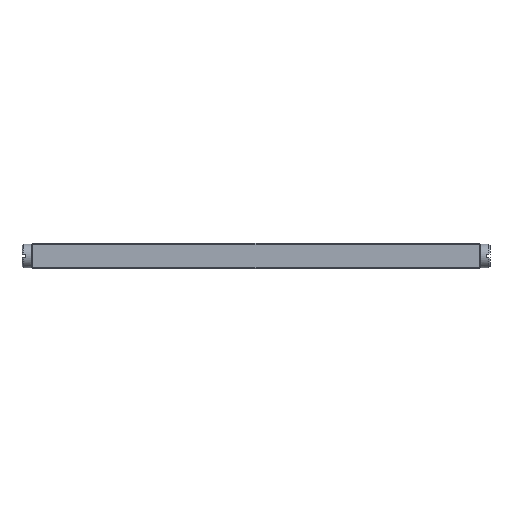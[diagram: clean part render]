
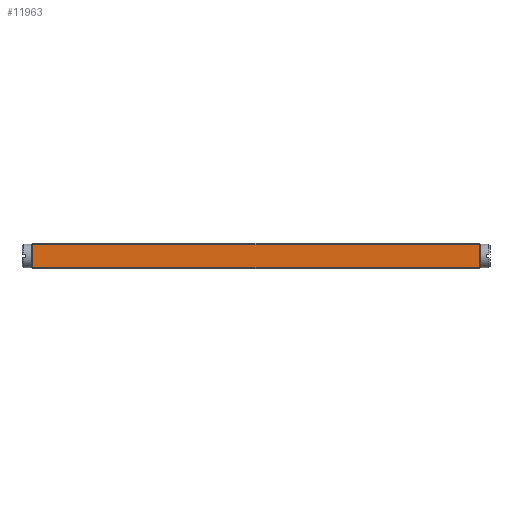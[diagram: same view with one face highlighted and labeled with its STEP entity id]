
A CAD part, front view. The second image highlights one B-rep face of the part: STEP entity #11963.
In plain terms, the highlighted planar face has unit normal (0, -1, 0).
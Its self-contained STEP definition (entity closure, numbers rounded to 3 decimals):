
#10137=FACE_OUTER_BOUND('',#17519,.T.);
#11963=ADVANCED_FACE('',(#10137),#13536,.T.);
#13536=PLANE('',#44835);
#17519=EDGE_LOOP('',(#24656,#24657,#24658,#24659));
#24656=ORIENTED_EDGE('',*,*,#34636,.T.);
#24657=ORIENTED_EDGE('',*,*,#34637,.T.);
#24658=ORIENTED_EDGE('',*,*,#34638,.T.);
#24659=ORIENTED_EDGE('',*,*,#34639,.T.);
#30388=VERTEX_POINT('',#62728);
#30389=VERTEX_POINT('',#62729);
#30390=VERTEX_POINT('',#62731);
#30391=VERTEX_POINT('',#62733);
#34636=EDGE_CURVE('',#30388,#30389,#38707,.T.);
#34637=EDGE_CURVE('',#30389,#30390,#38708,.T.);
#34638=EDGE_CURVE('',#30390,#30391,#38709,.T.);
#34639=EDGE_CURVE('',#30391,#30388,#38710,.T.);
#38707=LINE('',#62727,#42371);
#38708=LINE('',#62730,#42372);
#38709=LINE('',#62732,#42373);
#38710=LINE('',#62734,#42374);
#42371=VECTOR('',#50632,1.);
#42372=VECTOR('',#50633,1.);
#42373=VECTOR('',#50634,1.);
#42374=VECTOR('',#50635,1.);
#44835=AXIS2_PLACEMENT_3D('',#62735,#50636,#50637);
#50632=DIRECTION('',(1.,0.,0.));
#50633=DIRECTION('',(0.,0.,1.));
#50634=DIRECTION('',(-1.,0.,0.));
#50635=DIRECTION('',(0.,0.,-1.));
#50636=DIRECTION('',(0.,-1.,0.));
#50637=DIRECTION('',(0.,0.,1.));
#62727=CARTESIAN_POINT('',(35.,-3.95,0.15));
#62728=CARTESIAN_POINT('',(0.2,-3.95,0.15));
#62729=CARTESIAN_POINT('',(69.8,-3.95,0.15));
#62730=CARTESIAN_POINT('',(69.8,-3.95,-0.05));
#62731=CARTESIAN_POINT('',(69.8,-3.95,3.75));
#62732=CARTESIAN_POINT('',(35.,-3.95,3.75));
#62733=CARTESIAN_POINT('',(0.2,-3.95,3.75));
#62734=CARTESIAN_POINT('',(0.2,-3.95,-0.05));
#62735=CARTESIAN_POINT('',(35.,-3.95,-0.05));
